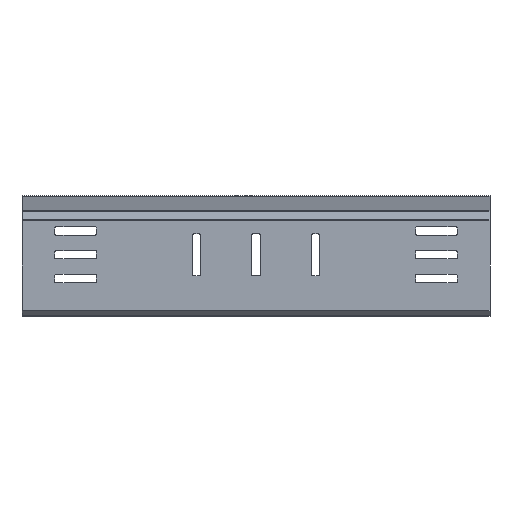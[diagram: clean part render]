
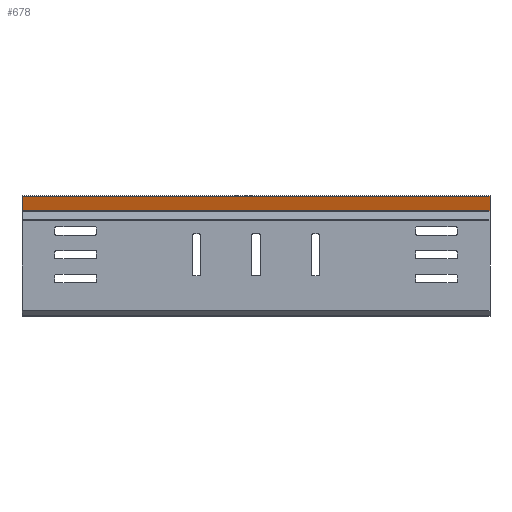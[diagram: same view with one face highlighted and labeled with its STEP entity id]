
A CAD part, front view. The second image highlights one B-rep face of the part: STEP entity #678.
In plain terms, the highlighted planar face has unit normal (0, -0.966, -0.259).
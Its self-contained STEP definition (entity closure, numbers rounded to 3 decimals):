
#36 = CARTESIAN_POINT ( 'NONE',  ( -196.5, 1.271, 7.727 ) ) ;
#96 = VERTEX_POINT ( 'NONE', #2457 ) ;
#238 = VECTOR ( 'NONE', #2430, 1000. ) ;
#377 = AXIS2_PLACEMENT_3D ( 'NONE', #2569, #3103, #579 ) ;
#524 = FACE_OUTER_BOUND ( 'NONE', #990, .T. ) ;
#579 = DIRECTION ( 'NONE',  ( 0., 0.259, -0.966 ) ) ;
#602 = LINE ( 'NONE', #881, #2180 ) ;
#668 = VERTEX_POINT ( 'NONE', #789 ) ;
#678 = ADVANCED_FACE ( 'NONE', ( #524 ), #1540, .T. ) ;
#718 = EDGE_CURVE ( 'NONE', #96, #1228, #1089, .T. ) ;
#789 = CARTESIAN_POINT ( 'NONE',  ( 196.5, 1.167, 8.116 ) ) ;
#881 = CARTESIAN_POINT ( 'NONE',  ( 196.5, 1.167, 8.116 ) ) ;
#984 = EDGE_CURVE ( 'NONE', #2674, #1228, #2984, .T. ) ;
#990 = EDGE_LOOP ( 'NONE', ( #3162, #1615, #2759, #2638 ) ) ;
#1089 = LINE ( 'NONE', #36, #1990 ) ;
#1228 = VERTEX_POINT ( 'NONE', #2952 ) ;
#1279 = CARTESIAN_POINT ( 'NONE',  ( 196.5, -2.094, 20.284 ) ) ;
#1380 = LINE ( 'NONE', #3154, #238 ) ;
#1540 = PLANE ( 'NONE',  #377 ) ;
#1572 = EDGE_CURVE ( 'NONE', #668, #96, #602, .T. ) ;
#1574 = DIRECTION ( 'NONE',  ( 0., -0.259, 0.966 ) ) ;
#1615 = ORIENTED_EDGE ( 'NONE', *, *, #718, .F. ) ;
#1990 = VECTOR ( 'NONE', #1574, 1000. ) ;
#2180 = VECTOR ( 'NONE', #2649, 1000. ) ;
#2430 = DIRECTION ( 'NONE',  ( 0., -0.259, 0.966 ) ) ;
#2457 = CARTESIAN_POINT ( 'NONE',  ( -196.5, 1.167, 8.116 ) ) ;
#2535 = CARTESIAN_POINT ( 'NONE',  ( 196.5, -2.094, 20.284 ) ) ;
#2569 = CARTESIAN_POINT ( 'NONE',  ( 196.5, 1.271, 7.727 ) ) ;
#2638 = ORIENTED_EDGE ( 'NONE', *, *, #3214, .T. ) ;
#2649 = DIRECTION ( 'NONE',  ( -1., 0., 0. ) ) ;
#2674 = VERTEX_POINT ( 'NONE', #1279 ) ;
#2744 = VECTOR ( 'NONE', #3296, 1000. ) ;
#2759 = ORIENTED_EDGE ( 'NONE', *, *, #1572, .F. ) ;
#2952 = CARTESIAN_POINT ( 'NONE',  ( -196.5, -2.094, 20.284 ) ) ;
#2984 = LINE ( 'NONE', #2535, #2744 ) ;
#3103 = DIRECTION ( 'NONE',  ( 0., -0.966, -0.259 ) ) ;
#3154 = CARTESIAN_POINT ( 'NONE',  ( 196.5, 1.271, 7.727 ) ) ;
#3162 = ORIENTED_EDGE ( 'NONE', *, *, #984, .T. ) ;
#3214 = EDGE_CURVE ( 'NONE', #668, #2674, #1380, .T. ) ;
#3296 = DIRECTION ( 'NONE',  ( -1., 0., 0. ) ) ;
